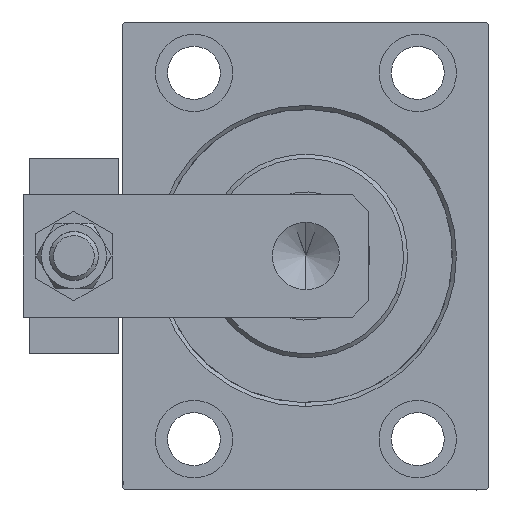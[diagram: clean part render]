
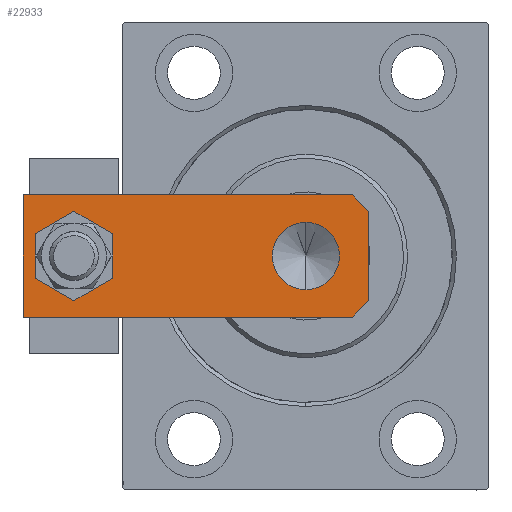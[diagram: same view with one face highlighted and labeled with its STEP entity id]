
A CAD part, left-side view. The second image highlights one B-rep face of the part: STEP entity #22933.
In plain terms, the highlighted face is planar.
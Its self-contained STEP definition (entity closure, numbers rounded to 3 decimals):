
#179 = AXIS2_PLACEMENT_3D ( 'NONE', #36823, #2659, #34048 ) ;
#941 = DIRECTION ( 'NONE',  ( 0., 0., 1. ) ) ;
#1592 = FACE_OUTER_BOUND ( 'NONE', #25038, .T. ) ;
#1885 = EDGE_CURVE ( 'NONE', #20957, #22648, #42927, .T. ) ;
#2343 = CARTESIAN_POINT ( 'NONE',  ( -11., 0., 8. ) ) ;
#2617 = ORIENTED_EDGE ( 'NONE', *, *, #1885, .T. ) ;
#2659 = DIRECTION ( 'NONE',  ( 0., 0., 1. ) ) ;
#3016 = VERTEX_POINT ( 'NONE', #9305 ) ;
#4833 = EDGE_CURVE ( 'NONE', #3016, #11898, #17112, .T. ) ;
#5308 = VECTOR ( 'NONE', #6317, 1000. ) ;
#5872 = CARTESIAN_POINT ( 'NONE',  ( -15., 4., 8. ) ) ;
#5883 = VERTEX_POINT ( 'NONE', #5872 ) ;
#6157 = ORIENTED_EDGE ( 'NONE', *, *, #10706, .F. ) ;
#6317 = DIRECTION ( 'NONE',  ( 0., -1., 0. ) ) ;
#6926 = VERTEX_POINT ( 'NONE', #2343 ) ;
#7236 = VERTEX_POINT ( 'NONE', #9500 ) ;
#7418 = EDGE_LOOP ( 'NONE', ( #44551, #6157 ) ) ;
#8565 = VECTOR ( 'NONE', #15784, 1000. ) ;
#8845 = ORIENTED_EDGE ( 'NONE', *, *, #9872, .T. ) ;
#8888 = DIRECTION ( 'NONE',  ( 1., 0., 0. ) ) ;
#9196 = DIRECTION ( 'NONE',  ( 0., 1., 0. ) ) ;
#9305 = CARTESIAN_POINT ( 'NONE',  ( -7., 72.5, 8. ) ) ;
#9453 = CARTESIAN_POINT ( 'NONE',  ( 0., 15.5, 8. ) ) ;
#9500 = CARTESIAN_POINT ( 'NONE',  ( -8.25, 15.5, 8. ) ) ;
#9844 = CARTESIAN_POINT ( 'NONE',  ( -15., 85., 8. ) ) ;
#9872 = EDGE_CURVE ( 'NONE', #37927, #20957, #20915, .T. ) ;
#10215 = EDGE_CURVE ( 'NONE', #22648, #5883, #17543, .T. ) ;
#10647 = CARTESIAN_POINT ( 'NONE',  ( 11., 0., 8. ) ) ;
#10706 = EDGE_CURVE ( 'NONE', #45823, #7236, #27626, .T. ) ;
#11354 = CARTESIAN_POINT ( 'NONE',  ( -15., 0., 8. ) ) ;
#11898 = VERTEX_POINT ( 'NONE', #25530 ) ;
#11936 = EDGE_CURVE ( 'NONE', #24678, #37927, #17808, .T. ) ;
#12025 = CARTESIAN_POINT ( 'NONE',  ( 5.5, -5.5, 8. ) ) ;
#12164 = EDGE_CURVE ( 'NONE', #5883, #6926, #35736, .T. ) ;
#12282 = VECTOR ( 'NONE', #42546, 1000. ) ;
#12373 = ORIENTED_EDGE ( 'NONE', *, *, #44630, .T. ) ;
#13126 = ORIENTED_EDGE ( 'NONE', *, *, #10215, .T. ) ;
#13709 = ORIENTED_EDGE ( 'NONE', *, *, #11936, .T. ) ;
#15784 = DIRECTION ( 'NONE',  ( 0.707, 0.707, 0. ) ) ;
#17019 = CARTESIAN_POINT ( 'NONE',  ( -5.5, -5.5, 8. ) ) ;
#17112 = CIRCLE ( 'NONE', #44996, 7. ) ;
#17543 = LINE ( 'NONE', #42830, #5308 ) ;
#17808 = LINE ( 'NONE', #12025, #8565 ) ;
#20896 = VECTOR ( 'NONE', #35199, 1000. ) ;
#20915 = LINE ( 'NONE', #28648, #47550 ) ;
#20957 = VERTEX_POINT ( 'NONE', #36118 ) ;
#21324 = VECTOR ( 'NONE', #47222, 1000. ) ;
#22648 = VERTEX_POINT ( 'NONE', #9844 ) ;
#22933 = ADVANCED_FACE ( 'NONE', ( #38739, #1592, #39726 ), #35499, .T. ) ;
#23365 = CARTESIAN_POINT ( 'NONE',  ( 0., 72.5, 8. ) ) ;
#23736 = EDGE_LOOP ( 'NONE', ( #24965, #32227 ) ) ;
#24085 = CIRCLE ( 'NONE', #28080, 7. ) ;
#24267 = DIRECTION ( 'NONE',  ( 0., 0., 1. ) ) ;
#24678 = VERTEX_POINT ( 'NONE', #10647 ) ;
#24965 = ORIENTED_EDGE ( 'NONE', *, *, #4833, .F. ) ;
#25038 = EDGE_LOOP ( 'NONE', ( #13126, #48165, #12373, #13709, #8845, #2617 ) ) ;
#25508 = AXIS2_PLACEMENT_3D ( 'NONE', #47230, #24267, #27761 ) ;
#25530 = CARTESIAN_POINT ( 'NONE',  ( 7., 72.5, 8. ) ) ;
#26193 = EDGE_CURVE ( 'NONE', #7236, #45823, #43189, .T. ) ;
#27626 = CIRCLE ( 'NONE', #47587, 8.25 ) ;
#27761 = DIRECTION ( 'NONE',  ( 1., 0., 0. ) ) ;
#28080 = AXIS2_PLACEMENT_3D ( 'NONE', #23365, #941, #8888 ) ;
#28648 = CARTESIAN_POINT ( 'NONE',  ( 15., 0., 8. ) ) ;
#29755 = CARTESIAN_POINT ( 'NONE',  ( 0., 72.5, 8. ) ) ;
#32227 = ORIENTED_EDGE ( 'NONE', *, *, #40408, .F. ) ;
#33024 = DIRECTION ( 'NONE',  ( 1., 0., 0. ) ) ;
#34048 = DIRECTION ( 'NONE',  ( 1., 0., 0. ) ) ;
#35199 = DIRECTION ( 'NONE',  ( -1., 0., 0. ) ) ;
#35499 = PLANE ( 'NONE',  #25508 ) ;
#35736 = LINE ( 'NONE', #17019, #21324 ) ;
#36118 = CARTESIAN_POINT ( 'NONE',  ( 15., 85., 8. ) ) ;
#36823 = CARTESIAN_POINT ( 'NONE',  ( 0., 15.5, 8. ) ) ;
#37927 = VERTEX_POINT ( 'NONE', #44389 ) ;
#38739 = FACE_BOUND ( 'NONE', #23736, .T. ) ;
#39726 = FACE_BOUND ( 'NONE', #7418, .T. ) ;
#39912 = CARTESIAN_POINT ( 'NONE',  ( 15., 85., 8. ) ) ;
#40132 = DIRECTION ( 'NONE',  ( 0., 0., 1. ) ) ;
#40408 = EDGE_CURVE ( 'NONE', #11898, #3016, #24085, .T. ) ;
#40982 = DIRECTION ( 'NONE',  ( 0., 0., 1. ) ) ;
#42546 = DIRECTION ( 'NONE',  ( 1., 0., 0. ) ) ;
#42830 = CARTESIAN_POINT ( 'NONE',  ( -15., 85., 8. ) ) ;
#42927 = LINE ( 'NONE', #39912, #20896 ) ;
#43189 = CIRCLE ( 'NONE', #179, 8.25 ) ;
#44389 = CARTESIAN_POINT ( 'NONE',  ( 15., 4., 8. ) ) ;
#44551 = ORIENTED_EDGE ( 'NONE', *, *, #26193, .F. ) ;
#44630 = EDGE_CURVE ( 'NONE', #6926, #24678, #46053, .T. ) ;
#44996 = AXIS2_PLACEMENT_3D ( 'NONE', #29755, #40982, #33024 ) ;
#45823 = VERTEX_POINT ( 'NONE', #47060 ) ;
#46053 = LINE ( 'NONE', #11354, #12282 ) ;
#47060 = CARTESIAN_POINT ( 'NONE',  ( 8.25, 15.5, 8. ) ) ;
#47140 = DIRECTION ( 'NONE',  ( 1., 0., 0. ) ) ;
#47222 = DIRECTION ( 'NONE',  ( 0.707, -0.707, 0. ) ) ;
#47230 = CARTESIAN_POINT ( 'NONE',  ( 0., 0., 8. ) ) ;
#47550 = VECTOR ( 'NONE', #9196, 1000. ) ;
#47587 = AXIS2_PLACEMENT_3D ( 'NONE', #9453, #40132, #47140 ) ;
#48165 = ORIENTED_EDGE ( 'NONE', *, *, #12164, .T. ) ;
